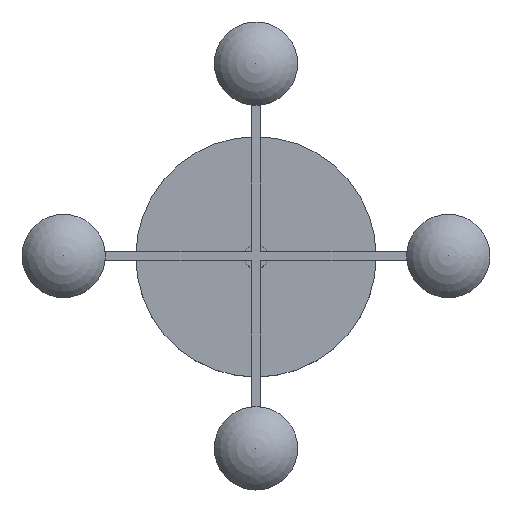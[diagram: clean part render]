
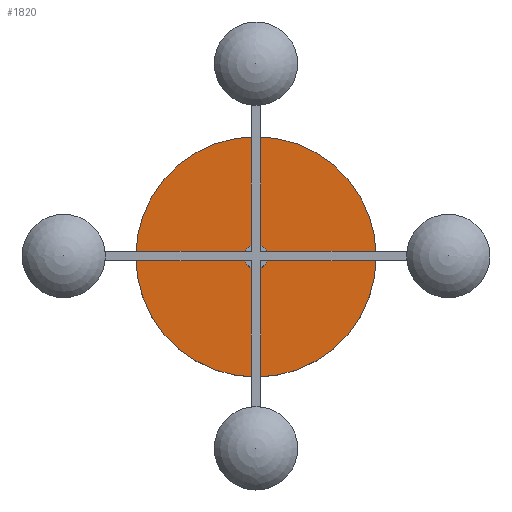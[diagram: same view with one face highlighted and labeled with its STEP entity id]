
A CAD part, top view. The second image highlights one B-rep face of the part: STEP entity #1820.
In plain terms, the highlighted planar face has unit normal (0, 0, 1).
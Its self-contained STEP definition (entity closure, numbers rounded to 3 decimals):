
#1736 = EDGE_CURVE('',#1737,#1737,#1739,.T.);
#1737 = VERTEX_POINT('',#1738);
#1738 = CARTESIAN_POINT('',(25.,0.,5.));
#1739 = SURFACE_CURVE('',#1740,(#1745,#1757),.PCURVE_S1.);
#1740 = CIRCLE('',#1741,25.);
#1741 = AXIS2_PLACEMENT_3D('',#1742,#1743,#1744);
#1742 = CARTESIAN_POINT('',(0.,0.,5.));
#1743 = DIRECTION('',(0.,0.,1.));
#1744 = DIRECTION('',(1.,0.,0.));
#1745 = PCURVE('',#1746,#1751);
#1746 = CYLINDRICAL_SURFACE('',#1747,25.);
#1747 = AXIS2_PLACEMENT_3D('',#1748,#1749,#1750);
#1748 = CARTESIAN_POINT('',(0.,0.,-5.));
#1749 = DIRECTION('',(0.,0.,1.));
#1750 = DIRECTION('',(1.,0.,0.));
#1751 = DEFINITIONAL_REPRESENTATION('',(#1752),#1756);
#1752 = LINE('',#1753,#1754);
#1753 = CARTESIAN_POINT('',(0.,10.));
#1754 = VECTOR('',#1755,1.);
#1755 = DIRECTION('',(1.,0.));
#1756 = ( GEOMETRIC_REPRESENTATION_CONTEXT(2) 
PARAMETRIC_REPRESENTATION_CONTEXT() REPRESENTATION_CONTEXT('2D SPACE',''
  ) );
#1757 = PCURVE('',#1758,#1763);
#1758 = PLANE('',#1759);
#1759 = AXIS2_PLACEMENT_3D('',#1760,#1761,#1762);
#1760 = CARTESIAN_POINT('',(0.,0.,5.));
#1761 = DIRECTION('',(0.,0.,1.));
#1762 = DIRECTION('',(1.,0.,0.));
#1763 = DEFINITIONAL_REPRESENTATION('',(#1764),#1768);
#1764 = CIRCLE('',#1765,25.);
#1765 = AXIS2_PLACEMENT_2D('',#1766,#1767);
#1766 = CARTESIAN_POINT('',(0.,0.));
#1767 = DIRECTION('',(1.,0.));
#1768 = ( GEOMETRIC_REPRESENTATION_CONTEXT(2) 
PARAMETRIC_REPRESENTATION_CONTEXT() REPRESENTATION_CONTEXT('2D SPACE',''
  ) );
#1820 = ADVANCED_FACE('',(#1821,#1824),#1758,.T.);
#1821 = FACE_BOUND('',#1822,.T.);
#1822 = EDGE_LOOP('',(#1823));
#1823 = ORIENTED_EDGE('',*,*,#1736,.T.);
#1824 = FACE_BOUND('',#1825,.T.);
#1825 = EDGE_LOOP('',(#1826));
#1826 = ORIENTED_EDGE('',*,*,#1827,.F.);
#1827 = EDGE_CURVE('',#1828,#1828,#1830,.T.);
#1828 = VERTEX_POINT('',#1829);
#1829 = CARTESIAN_POINT('',(2.5,0.,5.));
#1830 = SURFACE_CURVE('',#1831,(#1836,#1843),.PCURVE_S1.);
#1831 = CIRCLE('',#1832,2.5);
#1832 = AXIS2_PLACEMENT_3D('',#1833,#1834,#1835);
#1833 = CARTESIAN_POINT('',(0.,0.,5.));
#1834 = DIRECTION('',(0.,0.,1.));
#1835 = DIRECTION('',(1.,0.,-0.));
#1836 = PCURVE('',#1758,#1837);
#1837 = DEFINITIONAL_REPRESENTATION('',(#1838),#1842);
#1838 = CIRCLE('',#1839,2.5);
#1839 = AXIS2_PLACEMENT_2D('',#1840,#1841);
#1840 = CARTESIAN_POINT('',(0.,0.));
#1841 = DIRECTION('',(1.,0.));
#1842 = ( GEOMETRIC_REPRESENTATION_CONTEXT(2) 
PARAMETRIC_REPRESENTATION_CONTEXT() REPRESENTATION_CONTEXT('2D SPACE',''
  ) );
#1843 = PCURVE('',#1844,#1849);
#1844 = CYLINDRICAL_SURFACE('',#1845,2.5);
#1845 = AXIS2_PLACEMENT_3D('',#1846,#1847,#1848);
#1846 = CARTESIAN_POINT('',(0.,0.,-40.));
#1847 = DIRECTION('',(0.,0.,1.));
#1848 = DIRECTION('',(1.,0.,0.));
#1849 = DEFINITIONAL_REPRESENTATION('',(#1850),#1854);
#1850 = LINE('',#1851,#1852);
#1851 = CARTESIAN_POINT('',(0.,45.));
#1852 = VECTOR('',#1853,1.);
#1853 = DIRECTION('',(1.,0.));
#1854 = ( GEOMETRIC_REPRESENTATION_CONTEXT(2) 
PARAMETRIC_REPRESENTATION_CONTEXT() REPRESENTATION_CONTEXT('2D SPACE',''
  ) );
